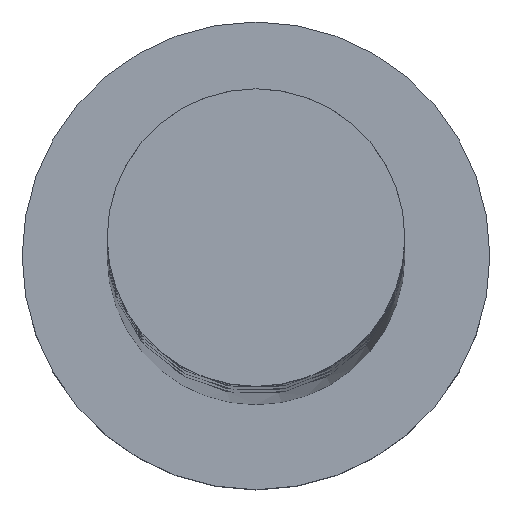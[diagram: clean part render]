
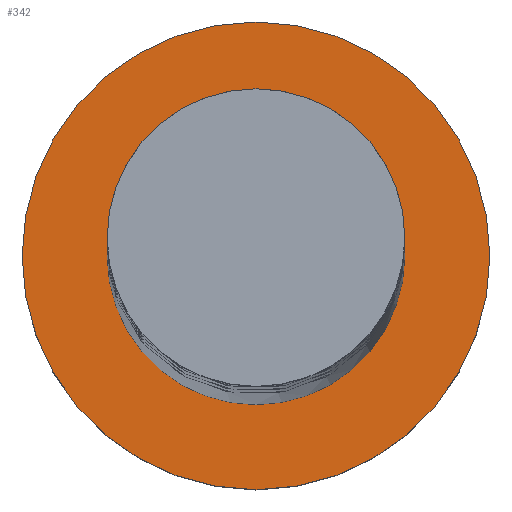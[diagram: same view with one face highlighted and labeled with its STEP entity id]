
A CAD part, top view. The second image highlights one B-rep face of the part: STEP entity #342.
In plain terms, the highlighted planar face has unit normal (0, 0, 1).
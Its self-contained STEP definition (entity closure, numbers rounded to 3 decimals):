
#121 = AXIS2_PLACEMENT_3D ( 'NONE', #2044, #438, #1084 ) ;
#185 = PLANE ( 'NONE',  #1236 ) ;
#244 = DIRECTION ( 'NONE',  ( 1., 0., 0. ) ) ;
#342 = ADVANCED_FACE ( 'NONE', ( #501, #992 ), #185, .T. ) ;
#359 = CARTESIAN_POINT ( 'NONE',  ( 0., 0., 7. ) ) ;
#375 = DIRECTION ( 'NONE',  ( 0., 0., 1. ) ) ;
#404 = VERTEX_POINT ( 'NONE', #1703 ) ;
#423 = CARTESIAN_POINT ( 'NONE',  ( 0., 0., 7. ) ) ;
#438 = DIRECTION ( 'NONE',  ( 0., 0., 1. ) ) ;
#501 = FACE_BOUND ( 'NONE', #1014, .T. ) ;
#516 = CARTESIAN_POINT ( 'NONE',  ( 11., 0., 7. ) ) ;
#577 = ORIENTED_EDGE ( 'NONE', *, *, #1312, .T. ) ;
#674 = DIRECTION ( 'NONE',  ( 1., 0., 0. ) ) ;
#680 = ORIENTED_EDGE ( 'NONE', *, *, #1468, .T. ) ;
#801 = CIRCLE ( 'NONE', #876, 11. ) ;
#822 = VERTEX_POINT ( 'NONE', #516 ) ;
#871 = CARTESIAN_POINT ( 'NONE',  ( 0., 0., 7. ) ) ;
#876 = AXIS2_PLACEMENT_3D ( 'NONE', #1465, #1964, #674 ) ;
#896 = ORIENTED_EDGE ( 'NONE', *, *, #1657, .F. ) ;
#992 = FACE_OUTER_BOUND ( 'NONE', #1939, .T. ) ;
#995 = ORIENTED_EDGE ( 'NONE', *, *, #1169, .F. ) ;
#1002 = DIRECTION ( 'NONE',  ( 1., 0., 0. ) ) ;
#1014 = EDGE_LOOP ( 'NONE', ( #896, #995 ) ) ;
#1084 = DIRECTION ( 'NONE',  ( 1., 0., 0. ) ) ;
#1123 = DIRECTION ( 'NONE',  ( 0., 0., 1. ) ) ;
#1166 = CIRCLE ( 'NONE', #1407, 11. ) ;
#1169 = EDGE_CURVE ( 'NONE', #1705, #404, #1506, .T. ) ;
#1236 = AXIS2_PLACEMENT_3D ( 'NONE', #359, #1123, #1002 ) ;
#1238 = AXIS2_PLACEMENT_3D ( 'NONE', #423, #1751, #1563 ) ;
#1312 = EDGE_CURVE ( 'NONE', #822, #1981, #801, .T. ) ;
#1381 = CARTESIAN_POINT ( 'NONE',  ( 7., 0., 7. ) ) ;
#1407 = AXIS2_PLACEMENT_3D ( 'NONE', #871, #375, #244 ) ;
#1436 = CARTESIAN_POINT ( 'NONE',  ( -11., 0., 7. ) ) ;
#1465 = CARTESIAN_POINT ( 'NONE',  ( 0., 0., 7. ) ) ;
#1468 = EDGE_CURVE ( 'NONE', #1981, #822, #1166, .T. ) ;
#1506 = CIRCLE ( 'NONE', #121, 7. ) ;
#1563 = DIRECTION ( 'NONE',  ( 1., 0., 0. ) ) ;
#1611 = CIRCLE ( 'NONE', #1238, 7. ) ;
#1657 = EDGE_CURVE ( 'NONE', #404, #1705, #1611, .T. ) ;
#1703 = CARTESIAN_POINT ( 'NONE',  ( -7., 0., 7. ) ) ;
#1705 = VERTEX_POINT ( 'NONE', #1381 ) ;
#1751 = DIRECTION ( 'NONE',  ( 0., 0., 1. ) ) ;
#1939 = EDGE_LOOP ( 'NONE', ( #680, #577 ) ) ;
#1964 = DIRECTION ( 'NONE',  ( 0., 0., 1. ) ) ;
#1981 = VERTEX_POINT ( 'NONE', #1436 ) ;
#2044 = CARTESIAN_POINT ( 'NONE',  ( 0., 0., 7. ) ) ;
